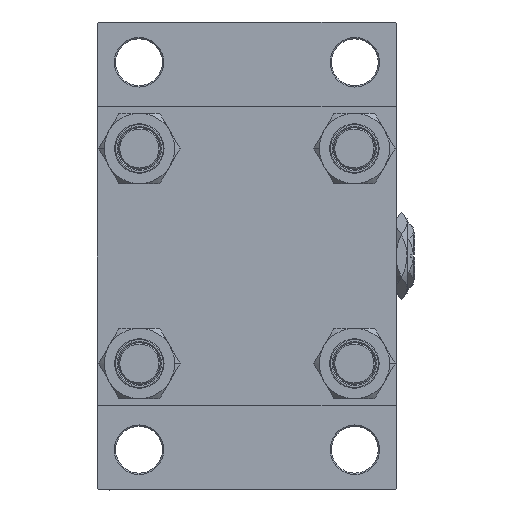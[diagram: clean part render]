
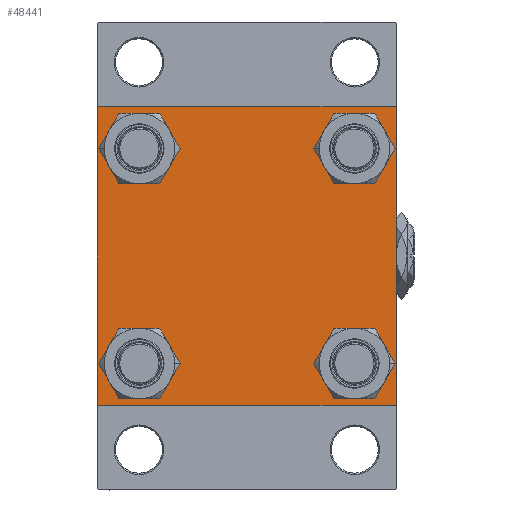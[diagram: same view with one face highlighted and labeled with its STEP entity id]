
A CAD part, left-side view. The second image highlights one B-rep face of the part: STEP entity #48441.
In plain terms, the highlighted planar face has unit normal (-1, 0, 0).
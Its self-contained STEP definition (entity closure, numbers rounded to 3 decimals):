
#154 = EDGE_LOOP ( 'NONE', ( #30182, #31012 ) ) ;
#234 = VERTEX_POINT ( 'NONE', #36526 ) ;
#327 = CARTESIAN_POINT ( 'NONE',  ( 0., 57.5, -57. ) ) ;
#989 = ORIENTED_EDGE ( 'NONE', *, *, #7976, .T. ) ;
#1221 = CARTESIAN_POINT ( 'NONE',  ( 0., -41.35, -49.85 ) ) ;
#1417 = LINE ( 'NONE', #9637, #44130 ) ;
#2603 = FACE_BOUND ( 'NONE', #43768, .T. ) ;
#2674 = EDGE_CURVE ( 'NONE', #44463, #10252, #27089, .T. ) ;
#2878 = ORIENTED_EDGE ( 'NONE', *, *, #4247, .T. ) ;
#3264 = DIRECTION ( 'NONE',  ( 0., 0., -1. ) ) ;
#3341 = CARTESIAN_POINT ( 'NONE',  ( 0., -57., 57.5 ) ) ;
#3680 = ORIENTED_EDGE ( 'NONE', *, *, #27611, .T. ) ;
#4247 = EDGE_CURVE ( 'NONE', #28560, #10252, #20904, .T. ) ;
#5655 = DIRECTION ( 'NONE',  ( 0., 0.707, 0.707 ) ) ;
#5770 = CARTESIAN_POINT ( 'NONE',  ( 0., 57.25, -57.25 ) ) ;
#5927 = DIRECTION ( 'NONE',  ( 0., 0., -1. ) ) ;
#5938 = VERTEX_POINT ( 'NONE', #15324 ) ;
#6100 = DIRECTION ( 'NONE',  ( 1., 0., 0. ) ) ;
#6323 = FACE_BOUND ( 'NONE', #23600, .T. ) ;
#6334 = EDGE_CURVE ( 'NONE', #24258, #234, #49926, .T. ) ;
#6977 = CARTESIAN_POINT ( 'NONE',  ( 0., -57.5, 57.5 ) ) ;
#7976 = EDGE_CURVE ( 'NONE', #12218, #28560, #26598, .T. ) ;
#8991 = CARTESIAN_POINT ( 'NONE',  ( 0., 41.35, -41.35 ) ) ;
#9637 = CARTESIAN_POINT ( 'NONE',  ( 0., -57.25, 57.25 ) ) ;
#9699 = CARTESIAN_POINT ( 'NONE',  ( 0., 57.5, 57. ) ) ;
#9707 = AXIS2_PLACEMENT_3D ( 'NONE', #8991, #12704, #24624 ) ;
#9848 = DIRECTION ( 'NONE',  ( 1., 0., 0. ) ) ;
#10252 = VERTEX_POINT ( 'NONE', #24465 ) ;
#10435 = AXIS2_PLACEMENT_3D ( 'NONE', #22801, #9848, #29982 ) ;
#10663 = VECTOR ( 'NONE', #14751, 1000. ) ;
#11023 = CARTESIAN_POINT ( 'NONE',  ( 0., 41.35, -41.35 ) ) ;
#11577 = VECTOR ( 'NONE', #31091, 1000. ) ;
#11654 = CIRCLE ( 'NONE', #41230, 8.5 ) ;
#12098 = VERTEX_POINT ( 'NONE', #1221 ) ;
#12218 = VERTEX_POINT ( 'NONE', #23423 ) ;
#12704 = DIRECTION ( 'NONE',  ( 1., 0., 0. ) ) ;
#13231 = DIRECTION ( 'NONE',  ( 0., -0.707, 0.707 ) ) ;
#13240 = ORIENTED_EDGE ( 'NONE', *, *, #16790, .F. ) ;
#13550 = EDGE_CURVE ( 'NONE', #12098, #5938, #11654, .T. ) ;
#13605 = AXIS2_PLACEMENT_3D ( 'NONE', #24376, #16448, #24896 ) ;
#14020 = CARTESIAN_POINT ( 'NONE',  ( 0., -57., -57.5 ) ) ;
#14298 = DIRECTION ( 'NONE',  ( 0., 0., 1. ) ) ;
#14751 = DIRECTION ( 'NONE',  ( 0., -0.707, -0.707 ) ) ;
#15324 = CARTESIAN_POINT ( 'NONE',  ( 0., -41.35, -32.85 ) ) ;
#15330 = ORIENTED_EDGE ( 'NONE', *, *, #37184, .T. ) ;
#15668 = EDGE_CURVE ( 'NONE', #45712, #33125, #22710, .T. ) ;
#16448 = DIRECTION ( 'NONE',  ( 1., 0., 0. ) ) ;
#16790 = EDGE_CURVE ( 'NONE', #18640, #34391, #32997, .T. ) ;
#18640 = VERTEX_POINT ( 'NONE', #21150 ) ;
#19005 = DIRECTION ( 'NONE',  ( 0., 0., 1. ) ) ;
#19499 = EDGE_LOOP ( 'NONE', ( #20126, #15330, #989, #2878, #48889, #25707, #13240, #49303 ) ) ;
#19758 = ORIENTED_EDGE ( 'NONE', *, *, #28225, .T. ) ;
#19887 = CIRCLE ( 'NONE', #49455, 8.5 ) ;
#20126 = ORIENTED_EDGE ( 'NONE', *, *, #40749, .T. ) ;
#20904 = LINE ( 'NONE', #25144, #44801 ) ;
#21150 = CARTESIAN_POINT ( 'NONE',  ( 0., 57., 57.5 ) ) ;
#21539 = DIRECTION ( 'NONE',  ( 0., 0.707, -0.707 ) ) ;
#22017 = ORIENTED_EDGE ( 'NONE', *, *, #13550, .T. ) ;
#22319 = LINE ( 'NONE', #30280, #36149 ) ;
#22455 = CARTESIAN_POINT ( 'NONE',  ( 0., 0., 0. ) ) ;
#22710 = CIRCLE ( 'NONE', #42991, 8.5 ) ;
#22712 = VECTOR ( 'NONE', #21539, 1000. ) ;
#22801 = CARTESIAN_POINT ( 'NONE',  ( 0., -41.35, -41.35 ) ) ;
#23002 = DIRECTION ( 'NONE',  ( 1., 0., 0. ) ) ;
#23423 = CARTESIAN_POINT ( 'NONE',  ( 0., 57., -57.5 ) ) ;
#23600 = EDGE_LOOP ( 'NONE', ( #26653, #3680 ) ) ;
#23971 = AXIS2_PLACEMENT_3D ( 'NONE', #37003, #34079, #49925 ) ;
#24258 = VERTEX_POINT ( 'NONE', #39185 ) ;
#24376 = CARTESIAN_POINT ( 'NONE',  ( 0., 41.35, 41.35 ) ) ;
#24465 = CARTESIAN_POINT ( 'NONE',  ( 0., -57.5, -57. ) ) ;
#24624 = DIRECTION ( 'NONE',  ( 0., 0., 1. ) ) ;
#24896 = DIRECTION ( 'NONE',  ( 0., 0., 1. ) ) ;
#25144 = CARTESIAN_POINT ( 'NONE',  ( 0., -57.25, -57.25 ) ) ;
#25268 = LINE ( 'NONE', #37955, #22712 ) ;
#25695 = CARTESIAN_POINT ( 'NONE',  ( 0., -41.35, -41.35 ) ) ;
#25707 = ORIENTED_EDGE ( 'NONE', *, *, #26148, .T. ) ;
#26148 = EDGE_CURVE ( 'NONE', #44463, #34391, #1417, .T. ) ;
#26598 = LINE ( 'NONE', #30835, #11577 ) ;
#26653 = ORIENTED_EDGE ( 'NONE', *, *, #36099, .T. ) ;
#26961 = FACE_OUTER_BOUND ( 'NONE', #19499, .T. ) ;
#27089 = LINE ( 'NONE', #6977, #42238 ) ;
#27611 = EDGE_CURVE ( 'NONE', #47336, #36573, #31567, .T. ) ;
#27654 = CARTESIAN_POINT ( 'NONE',  ( 0., -41.35, 41.35 ) ) ;
#28225 = EDGE_CURVE ( 'NONE', #5938, #12098, #49282, .T. ) ;
#28560 = VERTEX_POINT ( 'NONE', #14020 ) ;
#29113 = CARTESIAN_POINT ( 'NONE',  ( 0., -41.35, 32.85 ) ) ;
#29179 = CIRCLE ( 'NONE', #9707, 8.5 ) ;
#29277 = CARTESIAN_POINT ( 'NONE',  ( 0., 57.5, 57.5 ) ) ;
#29532 = CARTESIAN_POINT ( 'NONE',  ( 0., -57.5, 57. ) ) ;
#29982 = DIRECTION ( 'NONE',  ( 0., 0., 1. ) ) ;
#30182 = ORIENTED_EDGE ( 'NONE', *, *, #50942, .T. ) ;
#30280 = CARTESIAN_POINT ( 'NONE',  ( 0., 57.5, 57.5 ) ) ;
#30421 = FACE_BOUND ( 'NONE', #154, .T. ) ;
#30835 = CARTESIAN_POINT ( 'NONE',  ( 0., 57.5, -57.5 ) ) ;
#30935 = CARTESIAN_POINT ( 'NONE',  ( 0., 41.35, 49.85 ) ) ;
#31012 = ORIENTED_EDGE ( 'NONE', *, *, #15668, .T. ) ;
#31091 = DIRECTION ( 'NONE',  ( 0., -1., 0. ) ) ;
#31423 = ORIENTED_EDGE ( 'NONE', *, *, #32040, .T. ) ;
#31567 = CIRCLE ( 'NONE', #23971, 8.5 ) ;
#32040 = EDGE_CURVE ( 'NONE', #234, #24258, #29179, .T. ) ;
#32340 = EDGE_LOOP ( 'NONE', ( #50451, #31423 ) ) ;
#32997 = LINE ( 'NONE', #29277, #46451 ) ;
#33125 = VERTEX_POINT ( 'NONE', #30935 ) ;
#34079 = DIRECTION ( 'NONE',  ( 1., 0., 0. ) ) ;
#34391 = VERTEX_POINT ( 'NONE', #3341 ) ;
#34550 = DIRECTION ( 'NONE',  ( 1., 0., 0. ) ) ;
#34669 = DIRECTION ( 'NONE',  ( 0., 0., 1. ) ) ;
#35332 = DIRECTION ( 'NONE',  ( 0., 0., 1. ) ) ;
#35534 = AXIS2_PLACEMENT_3D ( 'NONE', #22455, #50243, #19005 ) ;
#36099 = EDGE_CURVE ( 'NONE', #36573, #47336, #19887, .T. ) ;
#36149 = VECTOR ( 'NONE', #5927, 1000. ) ;
#36526 = CARTESIAN_POINT ( 'NONE',  ( 0., 41.35, -49.85 ) ) ;
#36573 = VERTEX_POINT ( 'NONE', #52174 ) ;
#36956 = DIRECTION ( 'NONE',  ( 0., -1., 0. ) ) ;
#37003 = CARTESIAN_POINT ( 'NONE',  ( 0., -41.35, 41.35 ) ) ;
#37184 = EDGE_CURVE ( 'NONE', #48364, #12218, #50992, .T. ) ;
#37955 = CARTESIAN_POINT ( 'NONE',  ( 0., 57.25, 57.25 ) ) ;
#38124 = AXIS2_PLACEMENT_3D ( 'NONE', #11023, #47530, #46992 ) ;
#39185 = CARTESIAN_POINT ( 'NONE',  ( 0., 41.35, -32.85 ) ) ;
#39840 = CIRCLE ( 'NONE', #13605, 8.5 ) ;
#40749 = EDGE_CURVE ( 'NONE', #47787, #48364, #22319, .T. ) ;
#41230 = AXIS2_PLACEMENT_3D ( 'NONE', #25695, #6100, #14298 ) ;
#42238 = VECTOR ( 'NONE', #3264, 1000. ) ;
#42826 = PLANE ( 'NONE',  #35534 ) ;
#42991 = AXIS2_PLACEMENT_3D ( 'NONE', #50257, #23002, #34669 ) ;
#43351 = FACE_BOUND ( 'NONE', #32340, .T. ) ;
#43768 = EDGE_LOOP ( 'NONE', ( #19758, #22017 ) ) ;
#43780 = EDGE_CURVE ( 'NONE', #18640, #47787, #25268, .T. ) ;
#44130 = VECTOR ( 'NONE', #5655, 1000. ) ;
#44463 = VERTEX_POINT ( 'NONE', #29532 ) ;
#44801 = VECTOR ( 'NONE', #13231, 1000. ) ;
#44817 = CARTESIAN_POINT ( 'NONE',  ( 0., 41.35, 32.85 ) ) ;
#45712 = VERTEX_POINT ( 'NONE', #44817 ) ;
#46451 = VECTOR ( 'NONE', #36956, 1000. ) ;
#46992 = DIRECTION ( 'NONE',  ( 0., 0., 1. ) ) ;
#47336 = VERTEX_POINT ( 'NONE', #29113 ) ;
#47530 = DIRECTION ( 'NONE',  ( 1., 0., 0. ) ) ;
#47787 = VERTEX_POINT ( 'NONE', #9699 ) ;
#48364 = VERTEX_POINT ( 'NONE', #327 ) ;
#48441 = ADVANCED_FACE ( 'NONE', ( #6323, #2603, #43351, #30421, #26961 ), #42826, .T. ) ;
#48889 = ORIENTED_EDGE ( 'NONE', *, *, #2674, .F. ) ;
#49282 = CIRCLE ( 'NONE', #10435, 8.5 ) ;
#49303 = ORIENTED_EDGE ( 'NONE', *, *, #43780, .T. ) ;
#49455 = AXIS2_PLACEMENT_3D ( 'NONE', #27654, #34550, #35332 ) ;
#49925 = DIRECTION ( 'NONE',  ( 0., 0., 1. ) ) ;
#49926 = CIRCLE ( 'NONE', #38124, 8.5 ) ;
#50243 = DIRECTION ( 'NONE',  ( -1., 0., 0. ) ) ;
#50257 = CARTESIAN_POINT ( 'NONE',  ( 0., 41.35, 41.35 ) ) ;
#50451 = ORIENTED_EDGE ( 'NONE', *, *, #6334, .T. ) ;
#50942 = EDGE_CURVE ( 'NONE', #33125, #45712, #39840, .T. ) ;
#50992 = LINE ( 'NONE', #5770, #10663 ) ;
#52174 = CARTESIAN_POINT ( 'NONE',  ( 0., -41.35, 49.85 ) ) ;
